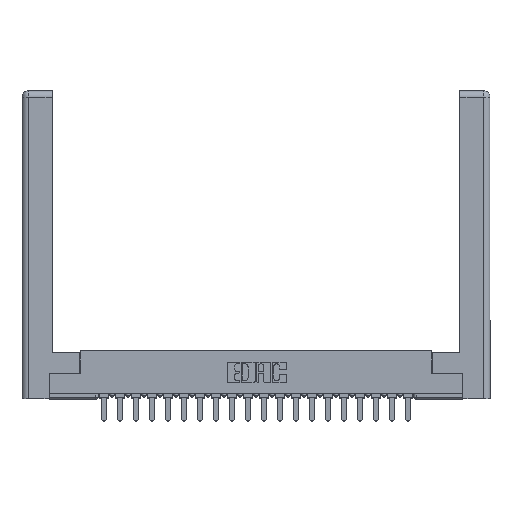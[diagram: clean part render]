
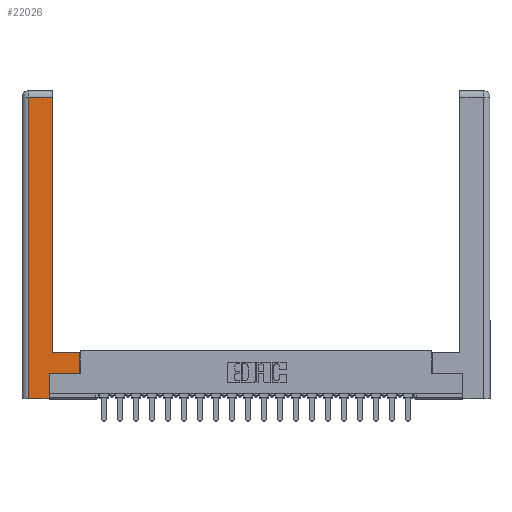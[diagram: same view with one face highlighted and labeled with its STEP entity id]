
A CAD part, top view. The second image highlights one B-rep face of the part: STEP entity #22026.
In plain terms, the highlighted planar face has unit normal (0, 0, 1).
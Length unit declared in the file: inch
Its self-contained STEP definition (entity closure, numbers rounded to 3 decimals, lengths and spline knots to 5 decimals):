
#1274 = VECTOR ( 'NONE', #10474, 39.37008 ) ;
#1389 = VERTEX_POINT ( 'NONE', #7538 ) ;
#1635 = ORIENTED_EDGE ( 'NONE', *, *, #14350, .T. ) ;
#1827 = LINE ( 'NONE', #15944, #22571 ) ;
#1967 = VERTEX_POINT ( 'NONE', #19099 ) ;
#2362 = AXIS2_PLACEMENT_3D ( 'NONE', #16009, #14263, #10876 ) ;
#2413 = LINE ( 'NONE', #18523, #13626 ) ;
#2960 = LINE ( 'NONE', #13872, #1274 ) ;
#3311 = EDGE_CURVE ( 'NONE', #1967, #13810, #19804, .T. ) ;
#3525 = VERTEX_POINT ( 'NONE', #21612 ) ;
#3591 = PLANE ( 'NONE',  #2362 ) ;
#4246 = DIRECTION ( 'NONE',  ( 1., 0., 0. ) ) ;
#4694 = VERTEX_POINT ( 'NONE', #13095 ) ;
#6001 = VERTEX_POINT ( 'NONE', #15553 ) ;
#6108 = ORIENTED_EDGE ( 'NONE', *, *, #6502, .T. ) ;
#6358 = VERTEX_POINT ( 'NONE', #23045 ) ;
#6502 = EDGE_CURVE ( 'NONE', #15603, #6358, #1827, .T. ) ;
#7538 = CARTESIAN_POINT ( 'NONE',  ( 0.295, 2.94, 0. ) ) ;
#8074 = CARTESIAN_POINT ( 'NONE',  ( 0.265, 0., 0. ) ) ;
#8690 = ORIENTED_EDGE ( 'NONE', *, *, #3311, .T. ) ;
#9531 = VECTOR ( 'NONE', #14265, 39.37008 ) ;
#10474 = DIRECTION ( 'NONE',  ( 0., 1., 0. ) ) ;
#10596 = EDGE_CURVE ( 'NONE', #4694, #6001, #11407, .T. ) ;
#10644 = CARTESIAN_POINT ( 'NONE',  ( 0.565, 0.245, 0. ) ) ;
#10876 = DIRECTION ( 'NONE',  ( -1., 0., 0. ) ) ;
#10917 = EDGE_LOOP ( 'NONE', ( #13794, #18308, #8690, #17925, #6108, #1635, #17665, #13080 ) ) ;
#11191 = DIRECTION ( 'NONE',  ( 0., 1., 0. ) ) ;
#11407 = LINE ( 'NONE', #19698, #15638 ) ;
#11446 = EDGE_CURVE ( 'NONE', #6001, #1389, #2960, .T. ) ;
#12083 = EDGE_CURVE ( 'NONE', #13810, #15603, #2413, .T. ) ;
#12330 = CARTESIAN_POINT ( 'NONE',  ( 0.0615, 0., 0. ) ) ;
#13080 = ORIENTED_EDGE ( 'NONE', *, *, #10596, .T. ) ;
#13095 = CARTESIAN_POINT ( 'NONE',  ( 0.565, 0.45, 0. ) ) ;
#13626 = VECTOR ( 'NONE', #4246, 39.37008 ) ;
#13794 = ORIENTED_EDGE ( 'NONE', *, *, #11446, .T. ) ;
#13810 = VERTEX_POINT ( 'NONE', #21421 ) ;
#13872 = CARTESIAN_POINT ( 'NONE',  ( 0.295, 3., 0. ) ) ;
#14187 = VECTOR ( 'NONE', #11191, 39.37008 ) ;
#14263 = DIRECTION ( 'NONE',  ( 0., 0., -1. ) ) ;
#14265 = DIRECTION ( 'NONE',  ( 1., 0., 0. ) ) ;
#14350 = EDGE_CURVE ( 'NONE', #6358, #3525, #14891, .T. ) ;
#14859 = FACE_OUTER_BOUND ( 'NONE', #10917, .T. ) ;
#14891 = LINE ( 'NONE', #10644, #9531 ) ;
#15359 = EDGE_CURVE ( 'NONE', #1389, #1967, #21022, .T. ) ;
#15553 = CARTESIAN_POINT ( 'NONE',  ( 0.295, 0.45, 0. ) ) ;
#15603 = VERTEX_POINT ( 'NONE', #8074 ) ;
#15638 = VECTOR ( 'NONE', #18102, 39.37008 ) ;
#15944 = CARTESIAN_POINT ( 'NONE',  ( 0.265, 0.245, 0. ) ) ;
#16009 = CARTESIAN_POINT ( 'NONE',  ( 0., 0., 0. ) ) ;
#16963 = EDGE_CURVE ( 'NONE', #3525, #4694, #19542, .T. ) ;
#17374 = VECTOR ( 'NONE', #21961, 39.37008 ) ;
#17665 = ORIENTED_EDGE ( 'NONE', *, *, #16963, .T. ) ;
#17738 = DIRECTION ( 'NONE',  ( 0., 1., 0. ) ) ;
#17925 = ORIENTED_EDGE ( 'NONE', *, *, #12083, .T. ) ;
#18102 = DIRECTION ( 'NONE',  ( -1., 0., 0. ) ) ;
#18179 = CARTESIAN_POINT ( 'NONE',  ( 0.565, 0.45, 0. ) ) ;
#18308 = ORIENTED_EDGE ( 'NONE', *, *, #15359, .T. ) ;
#18523 = CARTESIAN_POINT ( 'NONE',  ( 0.265, 0., 0. ) ) ;
#19099 = CARTESIAN_POINT ( 'NONE',  ( 0.0615, 2.94, 0. ) ) ;
#19542 = LINE ( 'NONE', #18179, #14187 ) ;
#19698 = CARTESIAN_POINT ( 'NONE',  ( 0.295, 0.45, 0. ) ) ;
#19804 = LINE ( 'NONE', #12330, #21183 ) ;
#20026 = CARTESIAN_POINT ( 'NONE',  ( 0.0615, 2.94, 0. ) ) ;
#20773 = DIRECTION ( 'NONE',  ( 0., -1., 0. ) ) ;
#21022 = LINE ( 'NONE', #20026, #17374 ) ;
#21183 = VECTOR ( 'NONE', #20773, 39.37008 ) ;
#21421 = CARTESIAN_POINT ( 'NONE',  ( 0.0615, 0., 0. ) ) ;
#21612 = CARTESIAN_POINT ( 'NONE',  ( 0.565, 0.245, 0. ) ) ;
#21961 = DIRECTION ( 'NONE',  ( -1., 0., 0. ) ) ;
#22026 = ADVANCED_FACE ( 'NONE', ( #14859 ), #3591, .F. ) ;
#22571 = VECTOR ( 'NONE', #17738, 39.37008 ) ;
#23045 = CARTESIAN_POINT ( 'NONE',  ( 0.265, 0.245, 0. ) ) ;
